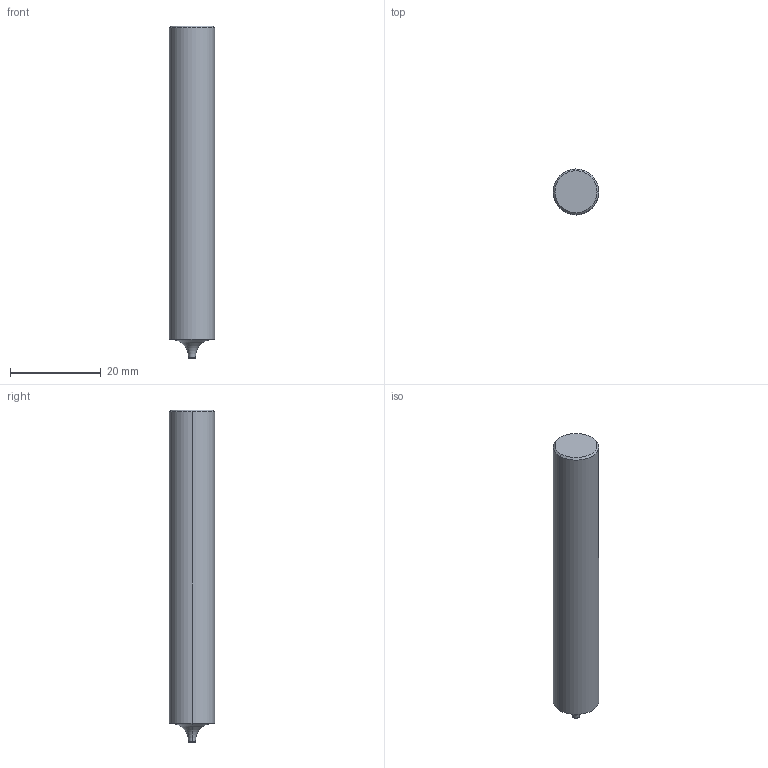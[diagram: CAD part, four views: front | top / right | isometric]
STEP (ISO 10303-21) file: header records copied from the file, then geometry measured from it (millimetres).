
FILE_DESCRIPTION (( 'STEP AP214' ), '1' );
FILE_NAME ('Micro_CREM-100-400.STEP', '2021-09-02T15:23:52', ( '' ), ( '' ), 'SwSTEP 2.0', 'SolidWorks 2020', '' );
FILE_SCHEMA (( 'AUTOMOTIVE_DESIGN' ));
Length unit declared in the file: inch
Products named in the file (1): Micro_CREM-100-400
Bounding box: 10 x 10 x 73 mm (x, y, z)
Volume: 5449.6 mm3; surface area: 2332 mm2
Topology: 1 solids, 1 shells, 11 faces, 20 edges, 12 vertices
Faces by surface type: cylinder 4, plane 3, torus 2, cone 2
Entity records: 316 total; most frequent: DIRECTION 58, CARTESIAN_POINT 44, ORIENTED_EDGE 40, AXIS2_PLACEMENT_3D 26, EDGE_CURVE 20, CIRCLE 14, VERTEX_POINT 12, EDGE_LOOP 12
